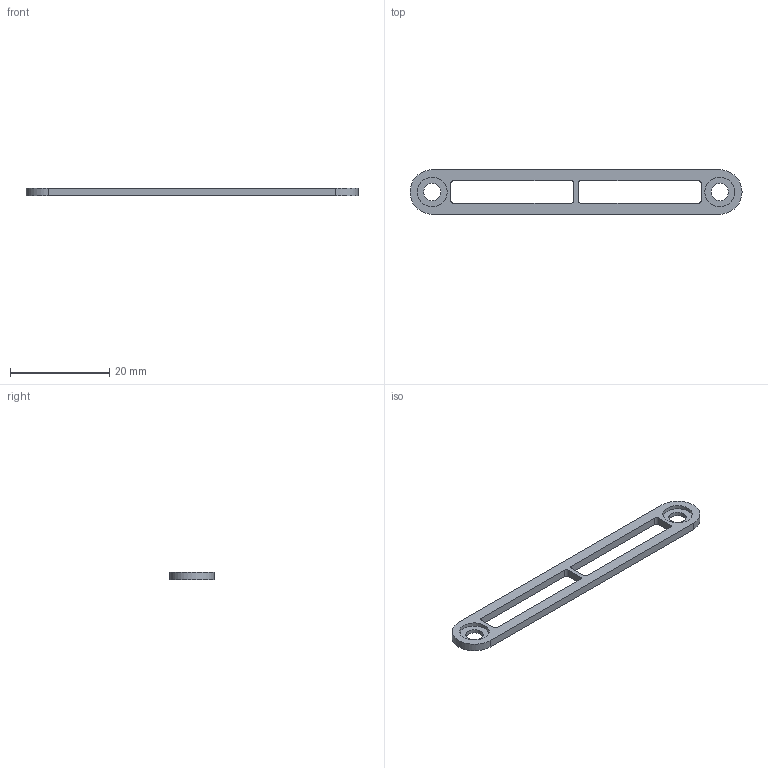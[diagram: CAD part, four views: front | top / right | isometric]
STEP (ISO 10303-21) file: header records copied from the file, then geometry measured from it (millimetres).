
FILE_DESCRIPTION(/* description */ (''),/* implementation_level */ '2;1');
FILE_NAME(/* name */ 'Pin Protection Thicker.stp',/* time_stamp */ '2024-08-09T09:24:41-04:00',/* author */ ('adams'),/* organization */ (''),/* preprocessor_version */ 'ST-DEVELOPER v18.1',/* originating_system */ 'Autodesk Inventor 2021',/* authorisation */ '');
FILE_SCHEMA (('AUTOMOTIVE_DESIGN { 1 0 10303 214 3 1 1 }'));
Length unit declared in the file: millimetre
Products named in the file (1): Pin Protection Thicker
Bounding box: 67 x 9 x 1.6 mm (x, y, z)
Volume: 519.9 mm3; surface area: 1150.6 mm2
Topology: 1 solids, 1 shells, 28 faces, 74 edges, 50 vertices
Faces by surface type: cylinder 14, plane 14
Full cylindrical faces by diameter (mm): 3.5 x2, 6 x2
Entity records: 941 total; most frequent: DIRECTION 162, CARTESIAN_POINT 153, ORIENTED_EDGE 148, EDGE_CURVE 74, AXIS2_PLACEMENT_3D 59, VERTEX_POINT 50, LINE 44, VECTOR 44
